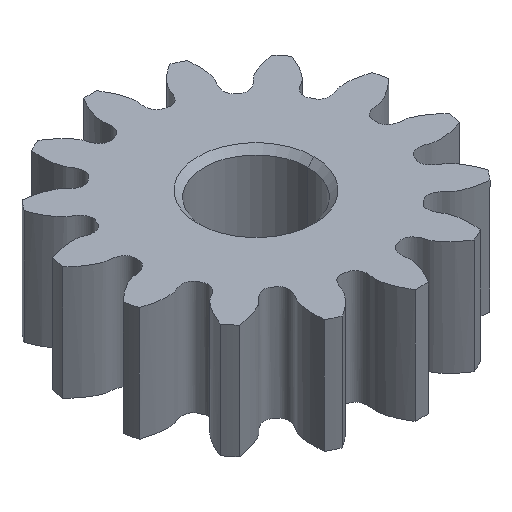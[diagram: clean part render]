
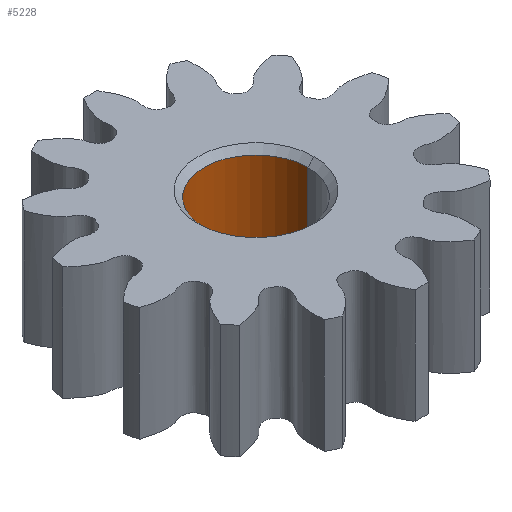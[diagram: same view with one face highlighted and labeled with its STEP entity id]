
A CAD part, isometric view. The second image highlights one B-rep face of the part: STEP entity #5228.
In plain terms, the highlighted cylindrical face has radius 2.5 mm (diameter 5 mm), a partial arc.
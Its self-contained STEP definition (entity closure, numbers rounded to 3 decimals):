
#11 = DIRECTION ( 'NONE',  ( 1., 0., 0. ) ) ;
#13 = CARTESIAN_POINT ( 'NONE',  ( 0., 0., 0. ) ) ;
#14 = DIRECTION ( 'NONE',  ( 0., 0., 1. ) ) ;
#451 = AXIS2_PLACEMENT_3D ( 'NONE', #13, #14, #11 ) ;
#525 = EDGE_LOOP ( 'NONE', ( #4871, #4870, #4869, #4868 ) ) ;
#555 = AXIS2_PLACEMENT_3D ( 'NONE', #3546, #3547, #3548 ) ;
#556 = AXIS2_PLACEMENT_3D ( 'NONE', #3541, #3542, #3543 ) ;
#652 = EDGE_CURVE ( 'NONE', #4862, #4307, #1451, .T. ) ;
#655 = EDGE_CURVE ( 'NONE', #4306, #4309, #1458, .T. ) ;
#1451 = LINE ( 'NONE', #2887, #1456 ) ;
#1456 = VECTOR ( 'NONE', #2857, 1000. ) ;
#1458 = LINE ( 'NONE', #2896, #1461 ) ;
#1461 = VECTOR ( 'NONE', #2898, 1000. ) ;
#1500 = CIRCLE ( 'NONE', #556, 2.5 ) ;
#1502 = CIRCLE ( 'NONE', #555, 2.5 ) ;
#1505 = CYLINDRICAL_SURFACE ( 'NONE', #451, 2.5 ) ;
#1506 = FACE_OUTER_BOUND ( 'NONE', #525, .T. ) ;
#2857 = DIRECTION ( 'NONE',  ( 0., 0., 1. ) ) ;
#2887 = CARTESIAN_POINT ( 'NONE',  ( -2.5, 0., 0. ) ) ;
#2896 = CARTESIAN_POINT ( 'NONE',  ( 2.5, 0., 0. ) ) ;
#2898 = DIRECTION ( 'NONE',  ( 0., 0., 1. ) ) ;
#2906 = CARTESIAN_POINT ( 'NONE',  ( -2.5, 0., 2.45 ) ) ;
#3504 = CARTESIAN_POINT ( 'NONE',  ( 2.5, 0., -2.45 ) ) ;
#3506 = CARTESIAN_POINT ( 'NONE',  ( 2.5, 0., 2.45 ) ) ;
#3541 = CARTESIAN_POINT ( 'NONE',  ( 0., 0., -2.45 ) ) ;
#3542 = DIRECTION ( 'NONE',  ( 0., 0., 1. ) ) ;
#3543 = DIRECTION ( 'NONE',  ( 1., 0., 0. ) ) ;
#3544 = CARTESIAN_POINT ( 'NONE',  ( -2.5, 0., -2.45 ) ) ;
#3546 = CARTESIAN_POINT ( 'NONE',  ( 0., 0., 2.45 ) ) ;
#3547 = DIRECTION ( 'NONE',  ( 0., 0., 1. ) ) ;
#3548 = DIRECTION ( 'NONE',  ( 1., 0., 0. ) ) ;
#4306 = VERTEX_POINT ( 'NONE', #3504 ) ;
#4307 = VERTEX_POINT ( 'NONE', #2906 ) ;
#4309 = VERTEX_POINT ( 'NONE', #3506 ) ;
#4803 = EDGE_CURVE ( 'NONE', #4306, #4862, #1500, .T. ) ;
#4804 = EDGE_CURVE ( 'NONE', #4309, #4307, #1502, .T. ) ;
#4862 = VERTEX_POINT ( 'NONE', #3544 ) ;
#4868 = ORIENTED_EDGE ( 'NONE', *, *, #4804, .T. ) ;
#4869 = ORIENTED_EDGE ( 'NONE', *, *, #655, .T. ) ;
#4870 = ORIENTED_EDGE ( 'NONE', *, *, #4803, .F. ) ;
#4871 = ORIENTED_EDGE ( 'NONE', *, *, #652, .F. ) ;
#5228 = ADVANCED_FACE ( 'NONE', ( #1506 ), #1505, .F. ) ;
